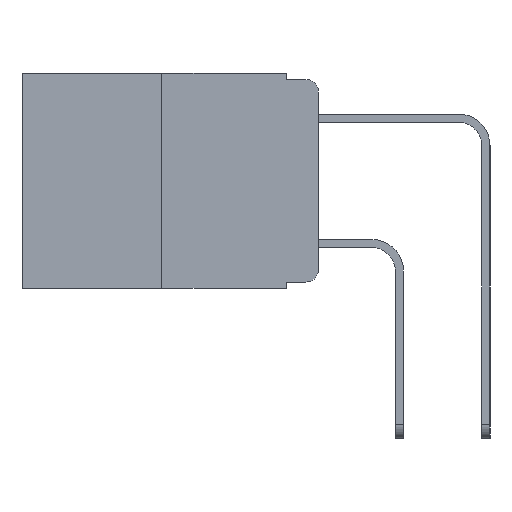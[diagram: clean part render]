
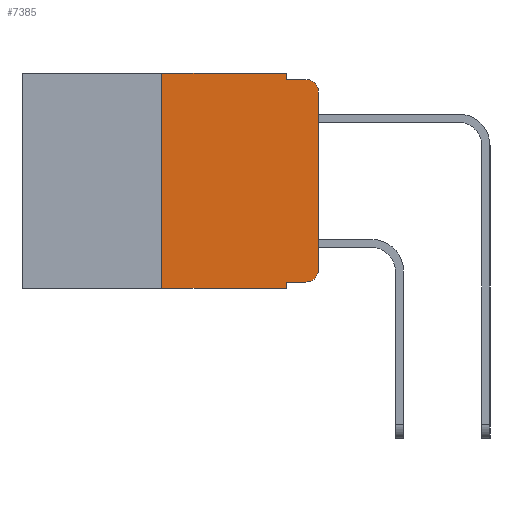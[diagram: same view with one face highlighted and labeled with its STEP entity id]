
A CAD part, left-side view. The second image highlights one B-rep face of the part: STEP entity #7385.
In plain terms, the highlighted planar face has unit normal (-1, 0, 0).
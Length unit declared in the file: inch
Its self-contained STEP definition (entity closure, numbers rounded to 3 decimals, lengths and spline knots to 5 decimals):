
#63 = ORIENTED_EDGE ( 'NONE', *, *, #11111, .T. ) ;
#202 = CARTESIAN_POINT ( 'NONE',  ( 0., 0., 0. ) ) ;
#345 = DIRECTION ( 'NONE',  ( 0., 0., 1. ) ) ;
#686 = VERTEX_POINT ( 'NONE', #7399 ) ;
#876 = VERTEX_POINT ( 'NONE', #8809 ) ;
#1014 = CARTESIAN_POINT ( 'NONE',  ( 0., 0.473, 0. ) ) ;
#1357 = LINE ( 'NONE', #3332, #4498 ) ;
#1461 = CARTESIAN_POINT ( 'NONE',  ( 0., 0.02, -0.01 ) ) ;
#1544 = EDGE_CURVE ( 'NONE', #12920, #4595, #8253, .T. ) ;
#1856 = VECTOR ( 'NONE', #13979, 39.37008 ) ;
#1894 = ORIENTED_EDGE ( 'NONE', *, *, #13613, .T. ) ;
#2101 = ORIENTED_EDGE ( 'NONE', *, *, #3595, .T. ) ;
#2227 = LINE ( 'NONE', #7718, #8782 ) ;
#2329 = LINE ( 'NONE', #11065, #8879 ) ;
#2452 = CARTESIAN_POINT ( 'NONE',  ( 0., 0.02, -0.03 ) ) ;
#2526 = ORIENTED_EDGE ( 'NONE', *, *, #16375, .F. ) ;
#2628 = CIRCLE ( 'NONE', #11525, 0.02 ) ;
#3332 = CARTESIAN_POINT ( 'NONE',  ( 0., 0.051, 0. ) ) ;
#3342 = DIRECTION ( 'NONE',  ( 0., 0., -1. ) ) ;
#3366 = ORIENTED_EDGE ( 'NONE', *, *, #10510, .F. ) ;
#3462 = VERTEX_POINT ( 'NONE', #10051 ) ;
#3472 = CARTESIAN_POINT ( 'NONE',  ( 0., 0.25, 0. ) ) ;
#3595 = EDGE_CURVE ( 'NONE', #12920, #13384, #2227, .T. ) ;
#3784 = DIRECTION ( 'NONE',  ( 0., 0., -1. ) ) ;
#3844 = CARTESIAN_POINT ( 'NONE',  ( 0., 0.051, -0.01 ) ) ;
#4047 = VERTEX_POINT ( 'NONE', #4827 ) ;
#4188 = ORIENTED_EDGE ( 'NONE', *, *, #8610, .F. ) ;
#4275 = DIRECTION ( 'NONE',  ( 0., 0., 1. ) ) ;
#4498 = VECTOR ( 'NONE', #3342, 39.37008 ) ;
#4595 = VERTEX_POINT ( 'NONE', #6766 ) ;
#4620 = ORIENTED_EDGE ( 'NONE', *, *, #6845, .F. ) ;
#4811 = VECTOR ( 'NONE', #345, 39.37008 ) ;
#4827 = CARTESIAN_POINT ( 'NONE',  ( 0., 0., -0.03 ) ) ;
#5089 = DIRECTION ( 'NONE',  ( 0., -1., 0. ) ) ;
#5531 = VERTEX_POINT ( 'NONE', #6780 ) ;
#5811 = LINE ( 'NONE', #13679, #9624 ) ;
#6104 = DIRECTION ( 'NONE',  ( 0., 0., -1. ) ) ;
#6329 = CARTESIAN_POINT ( 'NONE',  ( 0., 0.051, -0.343 ) ) ;
#6336 = DIRECTION ( 'NONE',  ( 0., 0., -1. ) ) ;
#6697 = FACE_OUTER_BOUND ( 'NONE', #14931, .T. ) ;
#6766 = CARTESIAN_POINT ( 'NONE',  ( 0., 0.25, 0. ) ) ;
#6780 = CARTESIAN_POINT ( 'NONE',  ( 0., 0.051, -0.01 ) ) ;
#6845 = EDGE_CURVE ( 'NONE', #876, #5531, #1357, .T. ) ;
#7313 = DIRECTION ( 'NONE',  ( 0., -1., 0. ) ) ;
#7385 = ADVANCED_FACE ( 'NONE', ( #6697 ), #12647, .F. ) ;
#7399 = CARTESIAN_POINT ( 'NONE',  ( 0., 0.051, -0.333 ) ) ;
#7414 = VERTEX_POINT ( 'NONE', #12696 ) ;
#7697 = DIRECTION ( 'NONE',  ( -1., 0., 0. ) ) ;
#7718 = CARTESIAN_POINT ( 'NONE',  ( 0., 0.473, -0.343 ) ) ;
#7752 = AXIS2_PLACEMENT_3D ( 'NONE', #2452, #11443, #3784 ) ;
#7891 = LINE ( 'NONE', #3844, #14149 ) ;
#8140 = VERTEX_POINT ( 'NONE', #1461 ) ;
#8253 = LINE ( 'NONE', #3472, #4811 ) ;
#8610 = EDGE_CURVE ( 'NONE', #5531, #8140, #7891, .T. ) ;
#8743 = VECTOR ( 'NONE', #4275, 39.37008 ) ;
#8782 = VECTOR ( 'NONE', #5089, 39.37008 ) ;
#8809 = CARTESIAN_POINT ( 'NONE',  ( 0., 0.051, 0. ) ) ;
#8879 = VECTOR ( 'NONE', #7313, 39.37008 ) ;
#9624 = VECTOR ( 'NONE', #6104, 39.37008 ) ;
#9773 = CIRCLE ( 'NONE', #7752, 0.02 ) ;
#10051 = CARTESIAN_POINT ( 'NONE',  ( 0., 0., -0.313 ) ) ;
#10317 = CARTESIAN_POINT ( 'NONE',  ( 0., 0.25, -0.343 ) ) ;
#10510 = EDGE_CURVE ( 'NONE', #4595, #876, #15414, .T. ) ;
#11065 = CARTESIAN_POINT ( 'NONE',  ( 0., 0.051, -0.333 ) ) ;
#11111 = EDGE_CURVE ( 'NONE', #4047, #8140, #9773, .T. ) ;
#11193 = ORIENTED_EDGE ( 'NONE', *, *, #15559, .T. ) ;
#11443 = DIRECTION ( 'NONE',  ( -1., 0., 0. ) ) ;
#11461 = CARTESIAN_POINT ( 'NONE',  ( 0., 0.473, 0. ) ) ;
#11525 = AXIS2_PLACEMENT_3D ( 'NONE', #15156, #7697, #16388 ) ;
#12055 = LINE ( 'NONE', #202, #8743 ) ;
#12250 = EDGE_CURVE ( 'NONE', #7414, #3462, #2628, .T. ) ;
#12647 = PLANE ( 'NONE',  #15426 ) ;
#12696 = CARTESIAN_POINT ( 'NONE',  ( 0., 0.02, -0.333 ) ) ;
#12920 = VERTEX_POINT ( 'NONE', #10317 ) ;
#13384 = VERTEX_POINT ( 'NONE', #6329 ) ;
#13536 = ORIENTED_EDGE ( 'NONE', *, *, #1544, .F. ) ;
#13613 = EDGE_CURVE ( 'NONE', #3462, #4047, #12055, .T. ) ;
#13679 = CARTESIAN_POINT ( 'NONE',  ( 0., 0.051, 0. ) ) ;
#13893 = DIRECTION ( 'NONE',  ( 1., 0., 0. ) ) ;
#13979 = DIRECTION ( 'NONE',  ( 0., -1., 0. ) ) ;
#14149 = VECTOR ( 'NONE', #15245, 39.37008 ) ;
#14882 = ORIENTED_EDGE ( 'NONE', *, *, #12250, .T. ) ;
#14931 = EDGE_LOOP ( 'NONE', ( #1894, #63, #4188, #4620, #3366, #13536, #2101, #2526, #11193, #14882 ) ) ;
#15156 = CARTESIAN_POINT ( 'NONE',  ( 0., 0.02, -0.313 ) ) ;
#15245 = DIRECTION ( 'NONE',  ( 0., -1., 0. ) ) ;
#15414 = LINE ( 'NONE', #11461, #1856 ) ;
#15426 = AXIS2_PLACEMENT_3D ( 'NONE', #1014, #13893, #6336 ) ;
#15559 = EDGE_CURVE ( 'NONE', #686, #7414, #2329, .T. ) ;
#16375 = EDGE_CURVE ( 'NONE', #686, #13384, #5811, .T. ) ;
#16388 = DIRECTION ( 'NONE',  ( 0., 0., -1. ) ) ;
